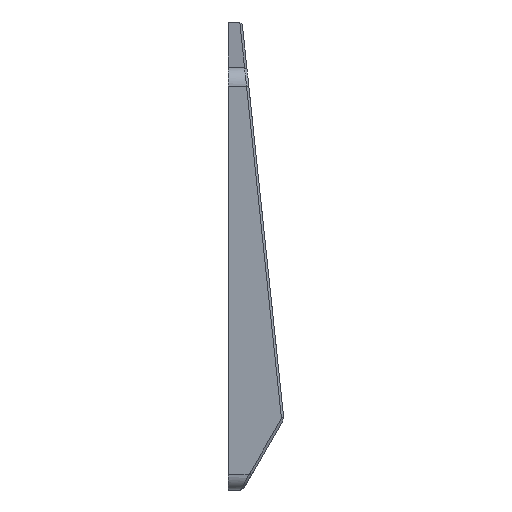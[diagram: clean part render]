
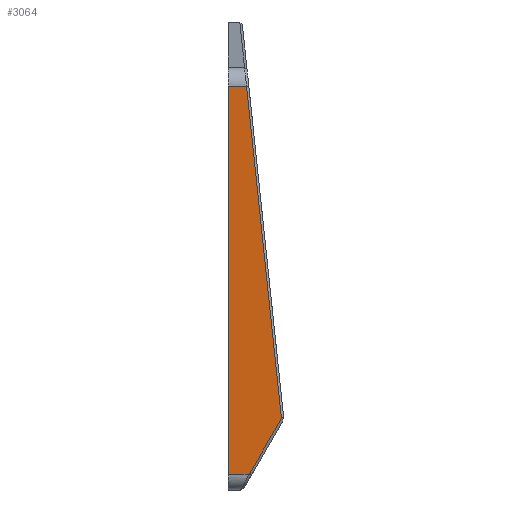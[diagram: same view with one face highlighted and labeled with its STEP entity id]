
A CAD part, left-side view. The second image highlights one B-rep face of the part: STEP entity #3064.
In plain terms, the highlighted planar face has unit normal (-0.996, 0, -0.094).
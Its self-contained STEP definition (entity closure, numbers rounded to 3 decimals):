
#58=B_SPLINE_CURVE_WITH_KNOTS('',3,(#4791,#4792,#4793,#4794),
 .UNSPECIFIED.,.F.,.F.,(4,4),(1.651,1.665),
 .UNSPECIFIED.);
#90=B_SPLINE_CURVE_WITH_KNOTS('',3,(#5375,#5376,#5377,#5378),
 .UNSPECIFIED.,.F.,.F.,(4,4),(-1.477,-1.411),
 .UNSPECIFIED.);
#171=PLANE('',#3299);
#310=FACE_OUTER_BOUND('',#504,.T.);
#504=EDGE_LOOP('',(#2569,#2570,#2571,#2572,#2573,#2574,#2575));
#681=LINE('',#4566,#966);
#718=LINE('',#4696,#1003);
#721=LINE('',#4702,#1006);
#792=LINE('',#5425,#1077);
#794=LINE('',#5428,#1079);
#966=VECTOR('',#3662,10.);
#1003=VECTOR('',#3765,10.);
#1006=VECTOR('',#3770,10.);
#1077=VECTOR('',#3911,10.);
#1079=VECTOR('',#3915,10.);
#1374=VERTEX_POINT('',#4563);
#1375=VERTEX_POINT('',#4565);
#1434=VERTEX_POINT('',#4690);
#1435=VERTEX_POINT('',#4694);
#1436=VERTEX_POINT('',#4698);
#1441=VERTEX_POINT('',#4739);
#1486=VERTEX_POINT('',#5323);
#1696=EDGE_CURVE('',#1375,#1374,#681,.T.);
#1762=EDGE_CURVE('',#1435,#1434,#718,.T.);
#1765=EDGE_CURVE('',#1434,#1436,#721,.T.);
#1779=EDGE_CURVE('',#1441,#1435,#58,.T.);
#1852=EDGE_CURVE('',#1436,#1486,#90,.T.);
#1874=EDGE_CURVE('',#1486,#1374,#792,.T.);
#1876=EDGE_CURVE('',#1375,#1441,#794,.T.);
#2569=ORIENTED_EDGE('',*,*,#1779,.F.);
#2570=ORIENTED_EDGE('',*,*,#1876,.F.);
#2571=ORIENTED_EDGE('',*,*,#1696,.T.);
#2572=ORIENTED_EDGE('',*,*,#1874,.F.);
#2573=ORIENTED_EDGE('',*,*,#1852,.F.);
#2574=ORIENTED_EDGE('',*,*,#1765,.F.);
#2575=ORIENTED_EDGE('',*,*,#1762,.F.);
#3064=ADVANCED_FACE('',(#310),#171,.T.);
#3299=AXIS2_PLACEMENT_3D('',#5427,#3913,#3914);
#3662=DIRECTION('',(0.094,0.,-0.996));
#3765=DIRECTION('',(0.093,-0.104,-0.99));
#3770=DIRECTION('',(0.081,0.498,-0.863));
#3911=DIRECTION('',(0.,1.,0.));
#3913=DIRECTION('center_axis',(-0.996,0.,-0.094));
#3914=DIRECTION('ref_axis',(0.094,0.,-0.996));
#3915=DIRECTION('',(0.,-1.,0.));
#4563=CARTESIAN_POINT('',(-31.469,-2.445,-13.447));
#4565=CARTESIAN_POINT('',(-41.061,-2.445,88.514));
#4566=CARTESIAN_POINT('',(-38.418,-2.445,60.423));
#4690=CARTESIAN_POINT('',(-32.851,-16.365,1.245));
#4694=CARTESIAN_POINT('',(-41.055,-7.199,88.452));
#4696=CARTESIAN_POINT('',(-38.479,-10.078,61.063));
#4698=CARTESIAN_POINT('',(-31.497,-8.054,-13.149));
#4702=CARTESIAN_POINT('',(-34.921,-29.071,23.252));
#4739=CARTESIAN_POINT('',(-41.061,-7.193,88.514));
#4791=CARTESIAN_POINT('Ctrl Pts',(-41.061,-7.193,88.514));
#4792=CARTESIAN_POINT('Ctrl Pts',(-41.059,-7.195,88.493));
#4793=CARTESIAN_POINT('Ctrl Pts',(-41.057,-7.197,88.473));
#4794=CARTESIAN_POINT('Ctrl Pts',(-41.055,-7.199,88.452));
#5323=CARTESIAN_POINT('',(-31.469,-7.883,-13.447));
#5375=CARTESIAN_POINT('Ctrl Pts',(-31.497,-8.054,-13.149));
#5376=CARTESIAN_POINT('Ctrl Pts',(-31.487,-7.997,-13.248));
#5377=CARTESIAN_POINT('Ctrl Pts',(-31.478,-7.94,-13.347));
#5378=CARTESIAN_POINT('Ctrl Pts',(-31.469,-7.883,-13.447));
#5425=CARTESIAN_POINT('',(-31.469,5.4,-13.447));
#5427=CARTESIAN_POINT('Origin',(-41.524,5.4,93.436));
#5428=CARTESIAN_POINT('',(-41.061,5.4,88.514));
